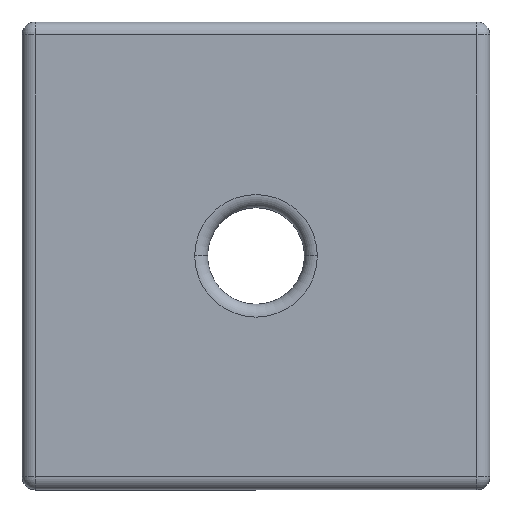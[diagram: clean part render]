
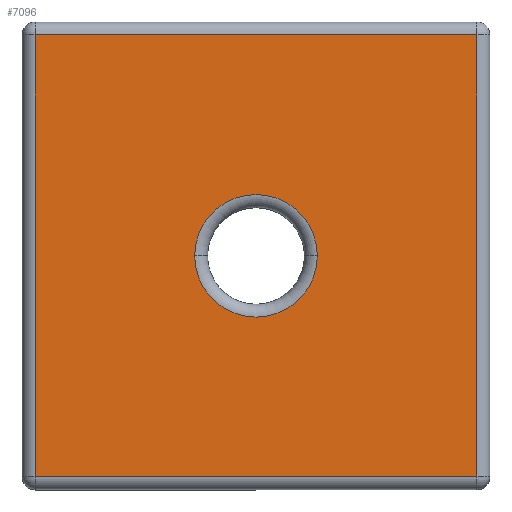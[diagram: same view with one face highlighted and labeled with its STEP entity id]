
A CAD part, top view. The second image highlights one B-rep face of the part: STEP entity #7096.
In plain terms, the highlighted planar face has unit normal (0, 0, 1).
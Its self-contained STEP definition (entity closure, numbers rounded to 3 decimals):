
#781 = AXIS2_PLACEMENT_3D ( 'NONE', #10827, #9608, #13132 ) ;
#919 = CARTESIAN_POINT ( 'NONE',  ( 0., 0., 11.5 ) ) ;
#1090 = CARTESIAN_POINT ( 'NONE',  ( 13.7, 0., 11.5 ) ) ;
#1140 = CARTESIAN_POINT ( 'NONE',  ( 13.7, -13.7, 11.5 ) ) ;
#1742 = VERTEX_POINT ( 'NONE', #9941 ) ;
#1906 = EDGE_CURVE ( 'NONE', #10488, #3926, #5729, .T. ) ;
#2246 = ORIENTED_EDGE ( 'NONE', *, *, #10130, .T. ) ;
#3071 = VERTEX_POINT ( 'NONE', #9895 ) ;
#3129 = DIRECTION ( 'NONE',  ( 0., 0., -1. ) ) ;
#3636 = CIRCLE ( 'NONE', #7070, 3.8 ) ;
#3666 = CARTESIAN_POINT ( 'NONE',  ( -13.7, 0., 11.5 ) ) ;
#3869 = CARTESIAN_POINT ( 'NONE',  ( -3.8, 0., 11.5 ) ) ;
#3926 = VERTEX_POINT ( 'NONE', #1140 ) ;
#4188 = DIRECTION ( 'NONE',  ( 1., 0., 0. ) ) ;
#4290 = EDGE_CURVE ( 'NONE', #8511, #3071, #3636, .T. ) ;
#4408 = FACE_OUTER_BOUND ( 'NONE', #12776, .T. ) ;
#4418 = VECTOR ( 'NONE', #4188, 1000. ) ;
#4424 = CARTESIAN_POINT ( 'NONE',  ( 0., -13.7, 11.5 ) ) ;
#4493 = DIRECTION ( 'NONE',  ( 0., 0., -1. ) ) ;
#4832 = DIRECTION ( 'NONE',  ( 0., 1., 0. ) ) ;
#5556 = CARTESIAN_POINT ( 'NONE',  ( -13.7, 13.7, 11.5 ) ) ;
#5729 = LINE ( 'NONE', #4424, #4418 ) ;
#5933 = ORIENTED_EDGE ( 'NONE', *, *, #1906, .T. ) ;
#5978 = ORIENTED_EDGE ( 'NONE', *, *, #15244, .T. ) ;
#6434 = LINE ( 'NONE', #9208, #13738 ) ;
#6587 = EDGE_LOOP ( 'NONE', ( #13725, #5978 ) ) ;
#6890 = ORIENTED_EDGE ( 'NONE', *, *, #14433, .T. ) ;
#7070 = AXIS2_PLACEMENT_3D ( 'NONE', #9303, #3129, #8371 ) ;
#7096 = ADVANCED_FACE ( 'NONE', ( #13451, #4408 ), #10811, .F. ) ;
#7250 = LINE ( 'NONE', #1090, #9214 ) ;
#7480 = DIRECTION ( 'NONE',  ( 0., -1., 0. ) ) ;
#8287 = AXIS2_PLACEMENT_3D ( 'NONE', #919, #4493, #15718 ) ;
#8371 = DIRECTION ( 'NONE',  ( -1., 0., 0. ) ) ;
#8511 = VERTEX_POINT ( 'NONE', #3869 ) ;
#8696 = CIRCLE ( 'NONE', #781, 3.8 ) ;
#8915 = VECTOR ( 'NONE', #7480, 1000. ) ;
#9208 = CARTESIAN_POINT ( 'NONE',  ( 0., 13.7, 11.5 ) ) ;
#9214 = VECTOR ( 'NONE', #4832, 1000. ) ;
#9303 = CARTESIAN_POINT ( 'NONE',  ( 0., 0., 11.5 ) ) ;
#9608 = DIRECTION ( 'NONE',  ( 0., 0., -1. ) ) ;
#9895 = CARTESIAN_POINT ( 'NONE',  ( 3.8, 0., 11.5 ) ) ;
#9941 = CARTESIAN_POINT ( 'NONE',  ( 13.7, 13.7, 11.5 ) ) ;
#10130 = EDGE_CURVE ( 'NONE', #1742, #14624, #6434, .T. ) ;
#10488 = VERTEX_POINT ( 'NONE', #15715 ) ;
#10811 = PLANE ( 'NONE',  #8287 ) ;
#10827 = CARTESIAN_POINT ( 'NONE',  ( 0., 0., 11.5 ) ) ;
#10890 = ORIENTED_EDGE ( 'NONE', *, *, #13819, .T. ) ;
#12776 = EDGE_LOOP ( 'NONE', ( #10890, #5933, #6890, #2246 ) ) ;
#12820 = DIRECTION ( 'NONE',  ( -1., 0., 0. ) ) ;
#13132 = DIRECTION ( 'NONE',  ( -1., 0., 0. ) ) ;
#13451 = FACE_BOUND ( 'NONE', #6587, .T. ) ;
#13725 = ORIENTED_EDGE ( 'NONE', *, *, #4290, .T. ) ;
#13738 = VECTOR ( 'NONE', #12820, 1000. ) ;
#13819 = EDGE_CURVE ( 'NONE', #14624, #10488, #16180, .T. ) ;
#14433 = EDGE_CURVE ( 'NONE', #3926, #1742, #7250, .T. ) ;
#14624 = VERTEX_POINT ( 'NONE', #5556 ) ;
#15244 = EDGE_CURVE ( 'NONE', #3071, #8511, #8696, .T. ) ;
#15715 = CARTESIAN_POINT ( 'NONE',  ( -13.7, -13.7, 11.5 ) ) ;
#15718 = DIRECTION ( 'NONE',  ( -1., 0., 0. ) ) ;
#16180 = LINE ( 'NONE', #3666, #8915 ) ;
